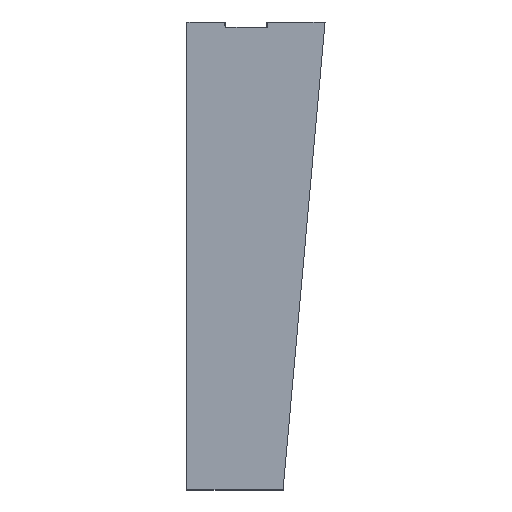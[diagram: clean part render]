
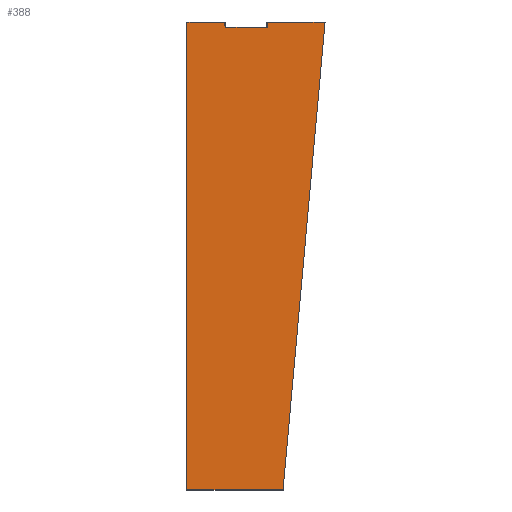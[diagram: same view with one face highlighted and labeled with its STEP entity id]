
A CAD part, top view. The second image highlights one B-rep face of the part: STEP entity #388.
In plain terms, the highlighted planar face has unit normal (0, 0, 1).
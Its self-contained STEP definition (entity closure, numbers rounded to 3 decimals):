
#28=PLANE('',#467);
#48=FACE_OUTER_BOUND('',#68,.T.);
#68=EDGE_LOOP('',(#337,#338,#339,#340,#341,#342,#343,#344,#345,#346,#347,
#348,#349,#350));
#78=LINE('',#604,#120);
#85=LINE('',#622,#127);
#89=LINE('',#630,#131);
#99=LINE('',#666,#141);
#100=LINE('',#667,#142);
#106=LINE('',#680,#148);
#108=LINE('',#684,#150);
#109=LINE('',#686,#151);
#110=LINE('',#688,#152);
#111=LINE('',#689,#153);
#120=VECTOR('',#490,10.);
#127=VECTOR('',#505,10.);
#131=VECTOR('',#509,10.);
#141=VECTOR('',#553,10.);
#142=VECTOR('',#554,10.);
#148=VECTOR('',#564,10.);
#150=VECTOR('',#568,10.);
#151=VECTOR('',#569,10.);
#152=VECTOR('',#570,10.);
#153=VECTOR('',#571,10.);
#161=CIRCLE('',#449,1.5);
#163=CIRCLE('',#453,1.55);
#165=CIRCLE('',#457,1.55);
#167=CIRCLE('',#461,1.5);
#175=VERTEX_POINT('',#601);
#176=VERTEX_POINT('',#603);
#182=VERTEX_POINT('',#619);
#183=VERTEX_POINT('',#621);
#186=VERTEX_POINT('',#627);
#187=VERTEX_POINT('',#629);
#189=VERTEX_POINT('',#635);
#191=VERTEX_POINT('',#643);
#192=VERTEX_POINT('',#644);
#196=VERTEX_POINT('',#664);
#201=VERTEX_POINT('',#679);
#202=VERTEX_POINT('',#683);
#203=VERTEX_POINT('',#685);
#204=VERTEX_POINT('',#687);
#212=EDGE_CURVE('',#176,#175,#78,.T.);
#221=EDGE_CURVE('',#183,#182,#85,.T.);
#225=EDGE_CURVE('',#187,#186,#89,.T.);
#228=EDGE_CURVE('',#175,#189,#161,.T.);
#232=EDGE_CURVE('',#191,#192,#163,.T.);
#237=EDGE_CURVE('',#186,#183,#165,.T.);
#239=EDGE_CURVE('',#182,#176,#167,.T.);
#243=EDGE_CURVE('',#192,#196,#99,.T.);
#244=EDGE_CURVE('',#189,#191,#100,.T.);
#250=EDGE_CURVE('',#201,#187,#106,.T.);
#252=EDGE_CURVE('',#196,#202,#108,.T.);
#253=EDGE_CURVE('',#202,#203,#109,.T.);
#254=EDGE_CURVE('',#203,#204,#110,.T.);
#255=EDGE_CURVE('',#204,#201,#111,.T.);
#337=ORIENTED_EDGE('',*,*,#212,.T.);
#338=ORIENTED_EDGE('',*,*,#228,.T.);
#339=ORIENTED_EDGE('',*,*,#244,.T.);
#340=ORIENTED_EDGE('',*,*,#232,.T.);
#341=ORIENTED_EDGE('',*,*,#243,.T.);
#342=ORIENTED_EDGE('',*,*,#252,.T.);
#343=ORIENTED_EDGE('',*,*,#253,.T.);
#344=ORIENTED_EDGE('',*,*,#254,.T.);
#345=ORIENTED_EDGE('',*,*,#255,.T.);
#346=ORIENTED_EDGE('',*,*,#250,.T.);
#347=ORIENTED_EDGE('',*,*,#225,.T.);
#348=ORIENTED_EDGE('',*,*,#237,.T.);
#349=ORIENTED_EDGE('',*,*,#221,.T.);
#350=ORIENTED_EDGE('',*,*,#239,.T.);
#388=ADVANCED_FACE('',(#48),#28,.T.);
#449=AXIS2_PLACEMENT_3D('',#636,#514,#515);
#453=AXIS2_PLACEMENT_3D('',#645,#524,#525);
#457=AXIS2_PLACEMENT_3D('',#654,#535,#536);
#461=AXIS2_PLACEMENT_3D('',#658,#543,#544);
#467=AXIS2_PLACEMENT_3D('',#682,#566,#567);
#490=DIRECTION('',(-1.,0.,0.));
#505=DIRECTION('',(0.,-1.,0.));
#509=DIRECTION('',(0.,-1.,0.));
#514=DIRECTION('center_axis',(0.,0.,-1.));
#515=DIRECTION('ref_axis',(0.567,-0.824,0.));
#524=DIRECTION('center_axis',(0.,0.,-1.));
#525=DIRECTION('ref_axis',(0.,-1.,0.));
#535=DIRECTION('center_axis',(0.,0.,-1.));
#536=DIRECTION('ref_axis',(0.,1.,0.));
#543=DIRECTION('center_axis',(0.,0.,-1.));
#544=DIRECTION('ref_axis',(0.969,0.247,0.));
#553=DIRECTION('',(0.,1.,0.));
#554=DIRECTION('',(0.,1.,0.));
#564=DIRECTION('',(-1.,0.,0.));
#566=DIRECTION('center_axis',(0.,0.,1.));
#567=DIRECTION('ref_axis',(1.,0.,0.));
#568=DIRECTION('',(-1.,0.,0.));
#569=DIRECTION('',(0.,-1.,0.));
#570=DIRECTION('',(1.,0.,0.));
#571=DIRECTION('',(0.089,0.996,0.));
#601=CARTESIAN_POINT('',(69.342,799.675,7.));
#603=CARTESIAN_POINT('',(136.205,799.675,7.));
#604=CARTESIAN_POINT('',(120.472,799.675,7.));
#619=CARTESIAN_POINT('',(138.508,801.28,7.));
#621=CARTESIAN_POINT('',(138.508,802.795,7.));
#622=CARTESIAN_POINT('',(138.508,613.491,7.));
#627=CARTESIAN_POINT('',(138.508,805.895,7.));
#629=CARTESIAN_POINT('',(138.508,808.345,7.));
#630=CARTESIAN_POINT('',(138.508,613.491,7.));
#635=CARTESIAN_POINT('',(67.038,801.28,7.));
#636=CARTESIAN_POINT('Origin',(67.888,800.045,7.));
#643=CARTESIAN_POINT('',(67.038,802.795,7.));
#644=CARTESIAN_POINT('',(67.038,805.895,7.));
#645=CARTESIAN_POINT('Origin',(67.038,804.345,7.));
#654=CARTESIAN_POINT('Origin',(138.508,804.345,7.));
#658=CARTESIAN_POINT('Origin',(137.658,800.045,7.));
#664=CARTESIAN_POINT('',(67.038,808.345,7.));
#666=CARTESIAN_POINT('',(67.038,609.156,7.));
#667=CARTESIAN_POINT('',(67.038,609.156,7.));
#679=CARTESIAN_POINT('',(238.98,808.345,7.));
#680=CARTESIAN_POINT('',(239.482,808.345,7.));
#682=CARTESIAN_POINT('Origin',(102.436,418.638,7.));
#683=CARTESIAN_POINT('',(0.5,808.345,7.));
#684=CARTESIAN_POINT('',(239.482,808.345,7.));
#685=CARTESIAN_POINT('',(0.5,0.,7.));
#686=CARTESIAN_POINT('',(0.5,808.345,7.));
#687=CARTESIAN_POINT('',(166.524,0.,7.));
#688=CARTESIAN_POINT('',(0.,0.,7.));
#689=CARTESIAN_POINT('',(166.524,0.,7.));
